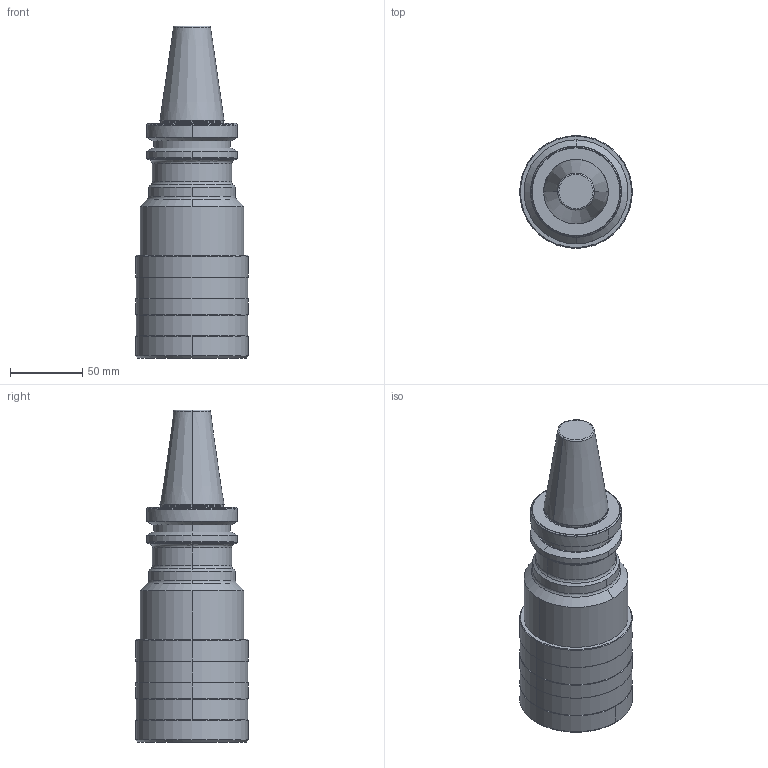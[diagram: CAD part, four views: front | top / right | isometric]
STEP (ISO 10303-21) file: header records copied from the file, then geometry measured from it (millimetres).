
FILE_DESCRIPTION (( 'STEP AP203' ), '1' );
FILE_NAME ('BT40 KWFLK3 164.5.STEP', '2019-05-25T06:13:05', ( '' ), ( '' ), 'SwSTEP 2.0', 'SolidWorks 2014', '' );
FILE_SCHEMA (( 'CONFIG_CONTROL_DESIGN' ));
Length unit declared in the file: millimetre
Products named in the file (1): BT40 KWFLK3 164.5
Bounding box: 78 x 78 x 229.9 mm (x, y, z)
Volume: 701527.9 mm3; surface area: 52684.4 mm2
Topology: 1 solids, 1 shells, 82 faces, 193 edges, 117 vertices
Faces by surface type: cone 28, cylinder 24, bspline 20, plane 6, torus 4
Entity records: 3117 total; most frequent: CARTESIAN_POINT 1213, DIRECTION 404, ORIENTED_EDGE 386, EDGE_CURVE 193, AXIS2_PLACEMENT_3D 176, VERTEX_POINT 117, CIRCLE 113, EDGE_LOOP 86
